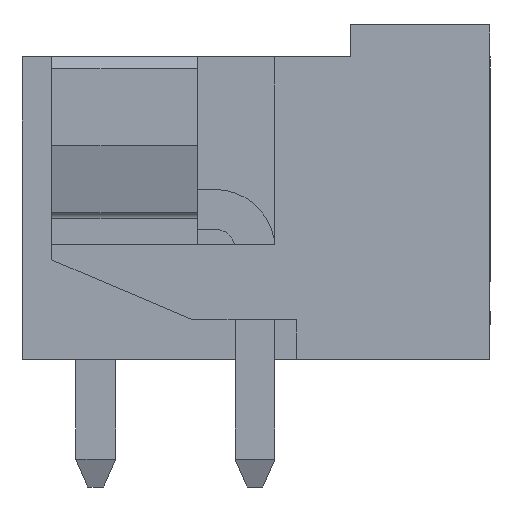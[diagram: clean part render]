
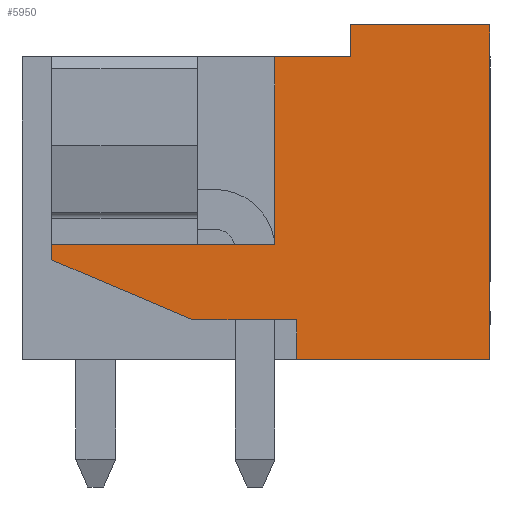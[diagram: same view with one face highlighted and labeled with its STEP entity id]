
A CAD part, left-side view. The second image highlights one B-rep face of the part: STEP entity #5950.
In plain terms, the highlighted planar face has unit normal (-1, 0, 0).
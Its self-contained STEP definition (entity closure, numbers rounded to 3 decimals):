
#5923=AXIS2_PLACEMENT_3D('Plane Axis2P3D',#5920,#5921,#5922) ;
#175=CARTESIAN_POINT('Vertex',(0.,0.,11.6)) ;
#178=CARTESIAN_POINT('Line Origine',(0.,0.,7.4)) ;
#182=CARTESIAN_POINT('Vertex',(0.,0.,3.2)) ;
#909=CARTESIAN_POINT('Vertex',(0.,3.5,11.6)) ;
#912=CARTESIAN_POINT('Line Origine',(0.,1.75,11.6)) ;
#1221=CARTESIAN_POINT('Vertex',(0.,5.4,10.8)) ;
#1224=CARTESIAN_POINT('Line Origine',(0.,4.45,10.8)) ;
#1228=CARTESIAN_POINT('Vertex',(0.,3.5,10.8)) ;
#1836=CARTESIAN_POINT('Line Origine',(0.,2.427,3.2)) ;
#1840=CARTESIAN_POINT('Vertex',(0.,4.854,3.2)) ;
#5394=CARTESIAN_POINT('Vertex',(0.,11.,5.7)) ;
#5408=CARTESIAN_POINT('Vertex',(0.,7.465,4.2)) ;
#5411=CARTESIAN_POINT('Line Origine',(0.,9.233,4.95)) ;
#5439=CARTESIAN_POINT('Vertex',(0.,4.854,4.2)) ;
#5442=CARTESIAN_POINT('Line Origine',(0.,6.16,4.2)) ;
#5693=CARTESIAN_POINT('Line Origine',(0.,4.854,3.7)) ;
#5710=CARTESIAN_POINT('Line Origine',(0.,3.5,11.2)) ;
#5772=CARTESIAN_POINT('Line Origine',(0.,11.,5.89)) ;
#5776=CARTESIAN_POINT('Vertex',(0.,11.,6.08)) ;
#5920=CARTESIAN_POINT('Axis2P3D Location',(0.,0.,0.)) ;
#5925=CARTESIAN_POINT('Line Origine',(0.,8.2,6.08)) ;
#5929=CARTESIAN_POINT('Vertex',(0.,5.4,6.08)) ;
#5932=CARTESIAN_POINT('Line Origine',(0.,5.4,8.44)) ;
#179=DIRECTION('Vector Direction',(0.,0.,-1.)) ;
#913=DIRECTION('Vector Direction',(0.,-1.,0.)) ;
#1225=DIRECTION('Vector Direction',(0.,-1.,0.)) ;
#1837=DIRECTION('Vector Direction',(0.,1.,0.)) ;
#5412=DIRECTION('Vector Direction',(0.,-0.921,-0.391)) ;
#5443=DIRECTION('Vector Direction',(0.,-1.,0.)) ;
#5694=DIRECTION('Vector Direction',(0.,0.,1.)) ;
#5711=DIRECTION('Vector Direction',(0.,0.,1.)) ;
#5773=DIRECTION('Vector Direction',(0.,0.,-1.)) ;
#5921=DIRECTION('Axis2P3D Direction',(-1.,0.,0.)) ;
#5922=DIRECTION('Axis2P3D XDirection',(0.,-1.,0.)) ;
#5926=DIRECTION('Vector Direction',(0.,1.,0.)) ;
#5933=DIRECTION('Vector Direction',(0.,0.,1.)) ;
#180=VECTOR('Line Direction',#179,1.) ;
#914=VECTOR('Line Direction',#913,1.) ;
#1226=VECTOR('Line Direction',#1225,1.) ;
#1838=VECTOR('Line Direction',#1837,1.) ;
#5413=VECTOR('Line Direction',#5412,1.) ;
#5444=VECTOR('Line Direction',#5443,1.) ;
#5695=VECTOR('Line Direction',#5694,1.) ;
#5712=VECTOR('Line Direction',#5711,1.) ;
#5774=VECTOR('Line Direction',#5773,1.) ;
#5927=VECTOR('Line Direction',#5926,1.) ;
#5934=VECTOR('Line Direction',#5933,1.) ;
#5938=ORIENTED_EDGE('',*,*,#5931,.T.) ;
#5939=ORIENTED_EDGE('',*,*,#5778,.T.) ;
#5940=ORIENTED_EDGE('',*,*,#5415,.T.) ;
#5941=ORIENTED_EDGE('',*,*,#5446,.T.) ;
#5942=ORIENTED_EDGE('',*,*,#5697,.F.) ;
#5943=ORIENTED_EDGE('',*,*,#1842,.T.) ;
#5944=ORIENTED_EDGE('',*,*,#184,.T.) ;
#5945=ORIENTED_EDGE('',*,*,#916,.T.) ;
#5946=ORIENTED_EDGE('',*,*,#5714,.T.) ;
#5947=ORIENTED_EDGE('',*,*,#1230,.T.) ;
#5948=ORIENTED_EDGE('',*,*,#5936,.F.) ;
#5950=ADVANCED_FACE('HOUSING',(#5949),#5924,.T.) ;
#184=EDGE_CURVE('',#183,#176,#181,.F.) ;
#916=EDGE_CURVE('',#176,#910,#915,.F.) ;
#1230=EDGE_CURVE('',#1229,#1222,#1227,.F.) ;
#1842=EDGE_CURVE('',#1841,#183,#1839,.F.) ;
#5415=EDGE_CURVE('',#5395,#5409,#5414,.T.) ;
#5446=EDGE_CURVE('',#5409,#5440,#5445,.T.) ;
#5697=EDGE_CURVE('',#1841,#5440,#5696,.T.) ;
#5714=EDGE_CURVE('',#910,#1229,#5713,.F.) ;
#5778=EDGE_CURVE('',#5777,#5395,#5775,.T.) ;
#5931=EDGE_CURVE('',#5930,#5777,#5928,.T.) ;
#5936=EDGE_CURVE('',#5930,#1222,#5935,.T.) ;
#5937=EDGE_LOOP('',(#5938,#5939,#5940,#5941,#5942,#5943,#5944,#5945,#5946,#5947,#5948)) ;
#5949=FACE_OUTER_BOUND('',#5937,.T.) ;
#181=LINE('Line',#178,#180) ;
#915=LINE('Line',#912,#914) ;
#1227=LINE('Line',#1224,#1226) ;
#1839=LINE('Line',#1836,#1838) ;
#5414=LINE('Line',#5411,#5413) ;
#5445=LINE('Line',#5442,#5444) ;
#5696=LINE('Line',#5693,#5695) ;
#5713=LINE('Line',#5710,#5712) ;
#5775=LINE('Line',#5772,#5774) ;
#5928=LINE('Line',#5925,#5927) ;
#5935=LINE('Line',#5932,#5934) ;
#5924=PLANE('',#5923) ;
#176=VERTEX_POINT('',#175) ;
#183=VERTEX_POINT('',#182) ;
#910=VERTEX_POINT('',#909) ;
#1222=VERTEX_POINT('',#1221) ;
#1229=VERTEX_POINT('',#1228) ;
#1841=VERTEX_POINT('',#1840) ;
#5395=VERTEX_POINT('',#5394) ;
#5409=VERTEX_POINT('',#5408) ;
#5440=VERTEX_POINT('',#5439) ;
#5777=VERTEX_POINT('',#5776) ;
#5930=VERTEX_POINT('',#5929) ;
